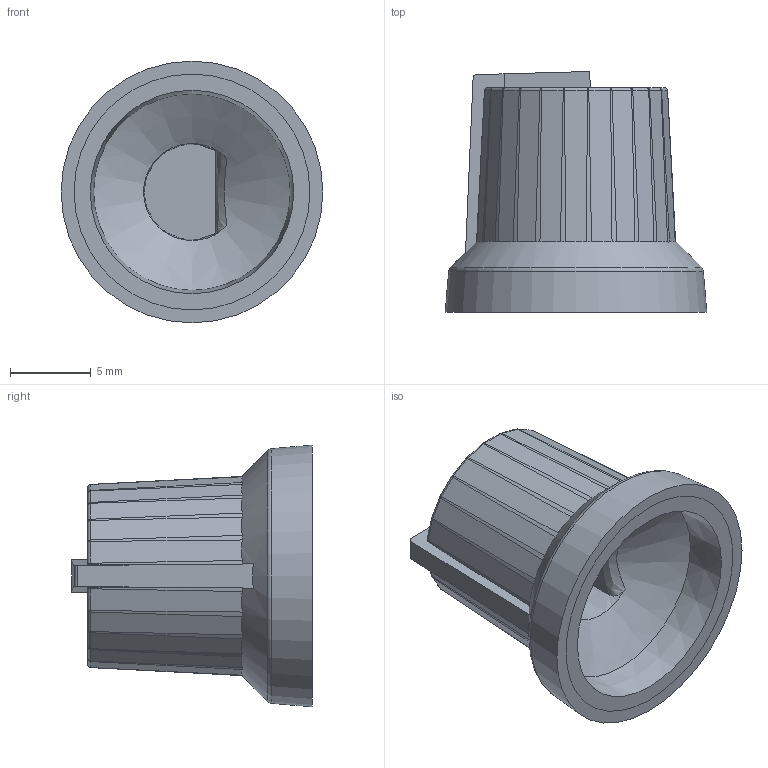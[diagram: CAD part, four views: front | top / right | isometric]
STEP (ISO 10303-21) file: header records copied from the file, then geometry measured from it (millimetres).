
FILE_DESCRIPTION(/* description */ (''),/* implementation_level */ '2;1');
FILE_NAME(/* name */ 'CL170825FR K87MAR 6mm USA D black grey.stp',/* time_stamp */ '2023-06-09T14:45:17+01:00',/* author */ ('TOttley'),/* organization */ (''),/* preprocessor_version */ 'ST-DEVELOPER v18.1',/* originating_system */ 'Autodesk Inventor 2022',/* authorisation */ '');
FILE_SCHEMA (('AUTOMOTIVE_DESIGN { 1 0 10303 214 3 1 1 }'));
Length unit declared in the file: millimetre
Products named in the file (3): K87MAR-overmoulded 6mmUSAD; K87MAR-inner 6mmUSAD; K87MAR-outer cut
Assembly tree (2 placements, depth 2):
  K87MAR-overmoulded 6mmUSAD
    K87MAR-inner 6mmUSAD
    K87MAR-outer cut
Bounding box: 16.2 x 14.9 x 16.2 mm (x, y, z)
Volume: 1268.2 mm3; surface area: 2202.1 mm2
Topology: 2 solids, 2 shells, 138 faces, 401 edges, 267 vertices
Faces by surface type: plane 43, cone 37, torus 31, cylinder 26, bspline 1
Entity records: 5235 total; most frequent: CARTESIAN_POINT 1756, ORIENTED_EDGE 802, DIRECTION 597, EDGE_CURVE 401, VERTEX_POINT 267, AXIS2_PLACEMENT_3D 252, EDGE_LOOP 140, FACE_OUTER_BOUND 138
